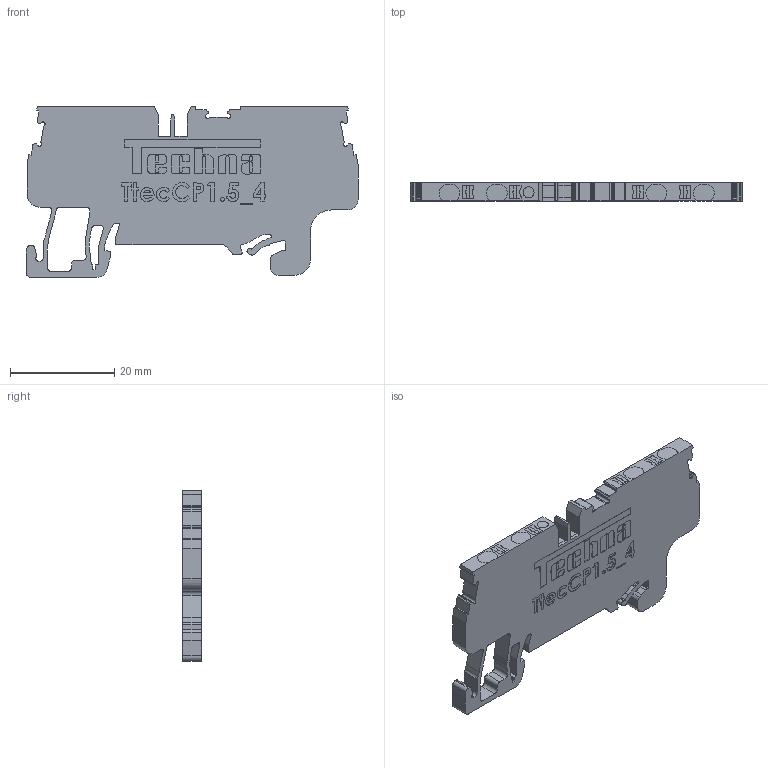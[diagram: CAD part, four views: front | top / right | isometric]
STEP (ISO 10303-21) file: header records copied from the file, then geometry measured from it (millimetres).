
FILE_DESCRIPTION (( 'STEP AP214' ), '1' );
FILE_NAME ('TtecCP1.5_4.STEP', '2020-07-01T12:19:17', ( '' ), ( '' ), 'SwSTEP 2.0', 'SolidWorks 2020', '' );
FILE_SCHEMA (( 'AUTOMOTIVE_DESIGN' ));
Length unit declared in the file: millimetre
Products named in the file (1): TtecCP1.5_4
Bounding box: 63.7 x 3.5 x 32.8 mm (x, y, z)
Volume: 5376.6 mm3; surface area: 4291 mm2
Topology: 1 solids, 1 shells, 826 faces, 2327 edges, 1552 vertices
Faces by surface type: plane 481, cylinder 259, bspline 86
Entity records: 36931 total; most frequent: CARTESIAN_POINT 9896, ORIENTED_EDGE 4654, DIRECTION 4155, EDGE_CURVE 2327, LINE 1637, VECTOR 1637, VERTEX_POINT 1552, AXIS2_PLACEMENT_3D 1259
